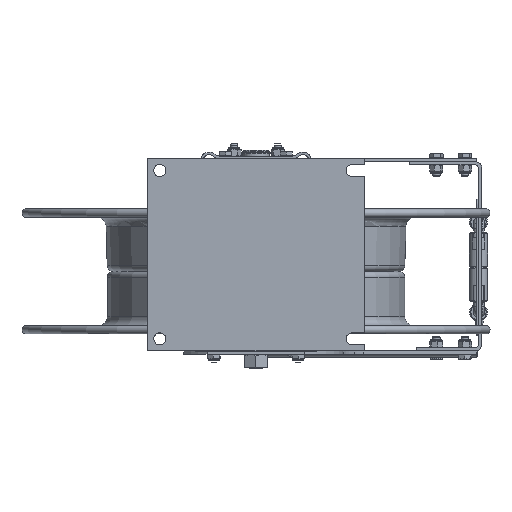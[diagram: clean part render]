
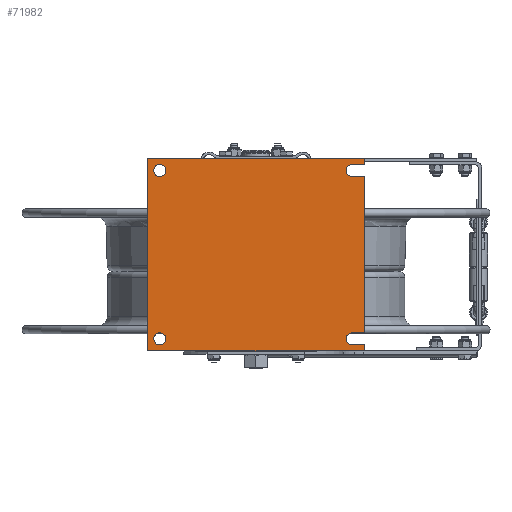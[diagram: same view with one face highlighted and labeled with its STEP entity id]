
A CAD part, front view. The second image highlights one B-rep face of the part: STEP entity #71982.
In plain terms, the highlighted planar face has unit normal (0, -1, 0).
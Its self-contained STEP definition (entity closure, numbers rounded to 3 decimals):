
#4318=FACE_BOUND('',#7690,.T.);
#4319=FACE_BOUND('',#7691,.T.);
#4825=FACE_OUTER_BOUND('',#7689,.T.);
#7689=EDGE_LOOP('',(#49653,#49654,#49655,#49656,#49657,#49658,#49659,#49660,
#49661,#49662,#49663,#49664));
#7690=EDGE_LOOP('',(#49665));
#7691=EDGE_LOOP('',(#49666));
#11060=CIRCLE('',#75324,0.25);
#11061=CIRCLE('',#75325,0.25);
#11062=CIRCLE('',#75326,0.25);
#11063=CIRCLE('',#75327,0.25);
#14007=LINE('',#98413,#20747);
#14008=LINE('',#98417,#20748);
#14009=LINE('',#98419,#20749);
#14010=LINE('',#98421,#20750);
#14011=LINE('',#98423,#20751);
#14012=LINE('',#98425,#20752);
#14013=LINE('',#98427,#20753);
#14014=LINE('',#98429,#20754);
#14015=LINE('',#98433,#20755);
#14016=LINE('',#98434,#20756);
#20747=VECTOR('',#80775,0.394);
#20748=VECTOR('',#80778,0.394);
#20749=VECTOR('',#80779,0.394);
#20750=VECTOR('',#80780,0.394);
#20751=VECTOR('',#80781,0.394);
#20752=VECTOR('',#80782,0.394);
#20753=VECTOR('',#80783,0.394);
#20754=VECTOR('',#80784,0.394);
#20755=VECTOR('',#80787,0.394);
#20756=VECTOR('',#80788,0.394);
#27487=VERTEX_POINT('',#98411);
#27488=VERTEX_POINT('',#98412);
#27489=VERTEX_POINT('',#98414);
#27490=VERTEX_POINT('',#98416);
#27491=VERTEX_POINT('',#98418);
#27492=VERTEX_POINT('',#98420);
#27493=VERTEX_POINT('',#98422);
#27494=VERTEX_POINT('',#98424);
#27495=VERTEX_POINT('',#98426);
#27496=VERTEX_POINT('',#98428);
#27497=VERTEX_POINT('',#98430);
#27498=VERTEX_POINT('',#98432);
#27499=VERTEX_POINT('',#98435);
#27500=VERTEX_POINT('',#98437);
#37111=EDGE_CURVE('',#27487,#27488,#14007,.T.);
#37112=EDGE_CURVE('',#27488,#27489,#11060,.T.);
#37113=EDGE_CURVE('',#27489,#27490,#14008,.T.);
#37114=EDGE_CURVE('',#27490,#27491,#14009,.T.);
#37115=EDGE_CURVE('',#27491,#27492,#14010,.T.);
#37116=EDGE_CURVE('',#27492,#27493,#14011,.T.);
#37117=EDGE_CURVE('',#27493,#27494,#14012,.T.);
#37118=EDGE_CURVE('',#27494,#27495,#14013,.T.);
#37119=EDGE_CURVE('',#27495,#27496,#14014,.T.);
#37120=EDGE_CURVE('',#27496,#27497,#11061,.T.);
#37121=EDGE_CURVE('',#27497,#27498,#14015,.T.);
#37122=EDGE_CURVE('',#27498,#27487,#14016,.T.);
#37123=EDGE_CURVE('',#27499,#27499,#11062,.T.);
#37124=EDGE_CURVE('',#27500,#27500,#11063,.T.);
#49653=ORIENTED_EDGE('',*,*,#37111,.T.);
#49654=ORIENTED_EDGE('',*,*,#37112,.T.);
#49655=ORIENTED_EDGE('',*,*,#37113,.T.);
#49656=ORIENTED_EDGE('',*,*,#37114,.T.);
#49657=ORIENTED_EDGE('',*,*,#37115,.T.);
#49658=ORIENTED_EDGE('',*,*,#37116,.T.);
#49659=ORIENTED_EDGE('',*,*,#37117,.T.);
#49660=ORIENTED_EDGE('',*,*,#37118,.T.);
#49661=ORIENTED_EDGE('',*,*,#37119,.T.);
#49662=ORIENTED_EDGE('',*,*,#37120,.T.);
#49663=ORIENTED_EDGE('',*,*,#37121,.T.);
#49664=ORIENTED_EDGE('',*,*,#37122,.T.);
#49665=ORIENTED_EDGE('',*,*,#37123,.T.);
#49666=ORIENTED_EDGE('',*,*,#37124,.T.);
#67725=PLANE('',#75323);
#71982=ADVANCED_FACE('',(#4825,#4318,#4319),#67725,.F.);
#75323=AXIS2_PLACEMENT_3D('',#98410,#80773,#80774);
#75324=AXIS2_PLACEMENT_3D('',#98415,#80776,#80777);
#75325=AXIS2_PLACEMENT_3D('',#98431,#80785,#80786);
#75326=AXIS2_PLACEMENT_3D('',#98436,#80789,#80790);
#75327=AXIS2_PLACEMENT_3D('',#98438,#80791,#80792);
#80773=DIRECTION('center_axis',(0.,1.,0.));
#80774=DIRECTION('ref_axis',(1.,0.,0.));
#80775=DIRECTION('',(-1.,0.,0.));
#80776=DIRECTION('center_axis',(0.,1.,0.));
#80777=DIRECTION('ref_axis',(0.,0.,
-1.));
#80778=DIRECTION('',(1.,0.,0.));
#80779=DIRECTION('',(0.,0.,1.));
#80780=DIRECTION('',(-1.,0.,0.));
#80781=DIRECTION('',(0.,0.,-1.));
#80782=DIRECTION('',(1.,0.,0.));
#80783=DIRECTION('',(0.,0.,1.));
#80784=DIRECTION('',(-1.,0.,0.));
#80785=DIRECTION('center_axis',(0.,1.,0.));
#80786=DIRECTION('ref_axis',(0.,0.,
-1.));
#80787=DIRECTION('',(1.,0.,0.));
#80788=DIRECTION('',(0.,0.,1.));
#80789=DIRECTION('center_axis',(0.,1.,0.));
#80790=DIRECTION('ref_axis',(-1.,0.,0.));
#80791=DIRECTION('center_axis',(0.,1.,0.));
#80792=DIRECTION('ref_axis',(-1.,0.,0.));
#98410=CARTESIAN_POINT('Origin',(0.,0.,
0.));
#98411=CARTESIAN_POINT('',(4.5,0.,3.25));
#98412=CARTESIAN_POINT('',(4.,0.,3.25));
#98413=CARTESIAN_POINT('',(2.25,0.,3.25));
#98414=CARTESIAN_POINT('',(4.,0.,3.75));
#98415=CARTESIAN_POINT('Origin',(4.,0.,
3.5));
#98416=CARTESIAN_POINT('',(4.5,0.,3.75));
#98417=CARTESIAN_POINT('',(2.,0.,3.75));
#98418=CARTESIAN_POINT('',(4.5,0.,4.));
#98419=CARTESIAN_POINT('',(4.5,0.,-4.));
#98420=CARTESIAN_POINT('',(-4.5,0.,4.));
#98421=CARTESIAN_POINT('',(4.5,0.,4.));
#98422=CARTESIAN_POINT('',(-4.5,0.,-4.));
#98423=CARTESIAN_POINT('',(-4.5,0.,4.));
#98424=CARTESIAN_POINT('',(4.5,0.,-4.));
#98425=CARTESIAN_POINT('',(-4.5,0.,-4.));
#98426=CARTESIAN_POINT('',(4.5,0.,-3.75));
#98427=CARTESIAN_POINT('',(4.5,0.,-4.));
#98428=CARTESIAN_POINT('',(4.,0.,-3.75));
#98429=CARTESIAN_POINT('',(2.25,0.,-3.75));
#98430=CARTESIAN_POINT('',(4.,0.,-3.25));
#98431=CARTESIAN_POINT('Origin',(4.,0.,
-3.5));
#98432=CARTESIAN_POINT('',(4.5,0.,-3.25));
#98433=CARTESIAN_POINT('',(2.,0.,-3.25));
#98434=CARTESIAN_POINT('',(4.5,0.,-4.));
#98435=CARTESIAN_POINT('',(-3.75,0.,-3.5));
#98436=CARTESIAN_POINT('Origin',(-4.,0.,
-3.5));
#98437=CARTESIAN_POINT('',(-3.75,0.,3.5));
#98438=CARTESIAN_POINT('Origin',(-4.,0.,
3.5));
